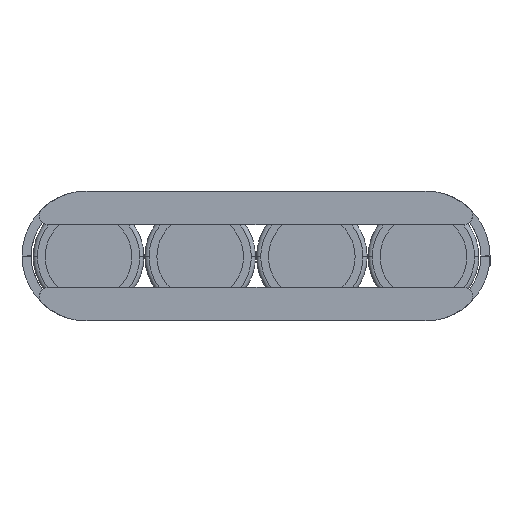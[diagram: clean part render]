
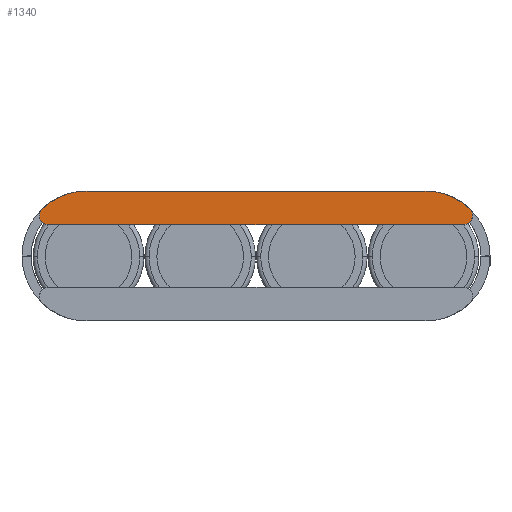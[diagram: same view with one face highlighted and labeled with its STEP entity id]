
A CAD part, front view. The second image highlights one B-rep face of the part: STEP entity #1340.
In plain terms, the highlighted face is planar.
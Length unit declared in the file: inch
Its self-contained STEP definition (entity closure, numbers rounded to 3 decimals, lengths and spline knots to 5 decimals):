
#9 = EDGE_CURVE ( 'NONE', #1515, #905, #5631, .T. ) ;
#33 = EDGE_CURVE ( 'NONE', #1476, #1004, #5603, .T. ) ;
#62 = EDGE_CURVE ( 'NONE', #905, #1476, #5560, .T. ) ;
#106 = EDGE_CURVE ( 'NONE', #1893, #1515, #5452, .T. ) ;
#110 = EDGE_CURVE ( 'NONE', #1014, #1387, #5450, .T. ) ;
#113 = EDGE_CURVE ( 'NONE', #1014, #1004, #5439, .T. ) ;
#362 = EDGE_CURVE ( 'NONE', #1387, #1893, #5095, .T. ) ;
#381 = AXIS2_PLACEMENT_3D ( 'NONE', #3768, #3767, #3766 ) ;
#387 = AXIS2_PLACEMENT_3D ( 'NONE', #3527, #3506, #3485 ) ;
#416 = AXIS2_PLACEMENT_3D ( 'NONE', #3183, #3184, #3182 ) ;
#420 = AXIS2_PLACEMENT_3D ( 'NONE', #3432, #3430, #3429 ) ;
#538 = AXIS2_PLACEMENT_3D ( 'NONE', #2707, #2705, #2704 ) ;
#646 = AXIS2_PLACEMENT_3D ( 'NONE', #4011, #4526, #4007 ) ;
#905 = VERTEX_POINT ( 'NONE', #2483 ) ;
#960 = EDGE_LOOP ( 'NONE', ( #1179, #1180, #1182, #1183, #1184, #1185, #1188 ) ) ;
#1004 = VERTEX_POINT ( 'NONE', #2379 ) ;
#1014 = VERTEX_POINT ( 'NONE', #2359 ) ;
#1179 = ORIENTED_EDGE ( 'NONE', *, *, #362, .F. ) ;
#1180 = ORIENTED_EDGE ( 'NONE', *, *, #110, .F. ) ;
#1182 = ORIENTED_EDGE ( 'NONE', *, *, #113, .T. ) ;
#1183 = ORIENTED_EDGE ( 'NONE', *, *, #33, .F. ) ;
#1184 = ORIENTED_EDGE ( 'NONE', *, *, #62, .F. ) ;
#1185 = ORIENTED_EDGE ( 'NONE', *, *, #9, .F. ) ;
#1188 = ORIENTED_EDGE ( 'NONE', *, *, #106, .F. ) ;
#1340 = ADVANCED_FACE ( 'NONE', ( #4900 ), #4013, .T. ) ;
#1387 = VERTEX_POINT ( 'NONE', #3988 ) ;
#1476 = VERTEX_POINT ( 'NONE', #3979 ) ;
#1515 = VERTEX_POINT ( 'NONE', #3978 ) ;
#1893 = VERTEX_POINT ( 'NONE', #3914 ) ;
#2359 = CARTESIAN_POINT ( 'NONE',  ( -2.451, 0.21, -2.61 ) ) ;
#2379 = CARTESIAN_POINT ( 'NONE',  ( -2.49226, 0.31356, -2.61 ) ) ;
#2483 = CARTESIAN_POINT ( 'NONE',  ( 0.01, 0.43, -2.61 ) ) ;
#2704 = DIRECTION ( 'NONE',  ( 1., 0., 0. ) ) ;
#2705 = DIRECTION ( 'NONE',  ( 0., 0., 1. ) ) ;
#2707 = CARTESIAN_POINT ( 'NONE',  ( 0.261, 0.27, -2.61 ) ) ;
#3167 = DIRECTION ( 'NONE',  ( 1., 0., 0. ) ) ;
#3180 = CARTESIAN_POINT ( 'NONE',  ( -1.095, 0.21, -2.61 ) ) ;
#3182 = DIRECTION ( 'NONE',  ( 1., 0., 0. ) ) ;
#3183 = CARTESIAN_POINT ( 'NONE',  ( 0.261, 0.27, -2.61 ) ) ;
#3184 = DIRECTION ( 'NONE',  ( 0., 0., 1. ) ) ;
#3268 = CARTESIAN_POINT ( 'NONE',  ( -1.095, 0.43, -2.61 ) ) ;
#3279 = DIRECTION ( 'NONE',  ( -1., 0., 0. ) ) ;
#3429 = DIRECTION ( 'NONE',  ( 1., 0., 0. ) ) ;
#3430 = DIRECTION ( 'NONE',  ( 0., 0., -1. ) ) ;
#3432 = CARTESIAN_POINT ( 'NONE',  ( -2.451, 0.27, -2.61 ) ) ;
#3485 = DIRECTION ( 'NONE',  ( 1., 0., 0. ) ) ;
#3506 = DIRECTION ( 'NONE',  ( 0., 0., 1. ) ) ;
#3527 = CARTESIAN_POINT ( 'NONE',  ( -2.2, 0.005, -2.61 ) ) ;
#3766 = DIRECTION ( 'NONE',  ( 1., 0., 0. ) ) ;
#3767 = DIRECTION ( 'NONE',  ( 0., 0., 1. ) ) ;
#3768 = CARTESIAN_POINT ( 'NONE',  ( 0.01, 0.005, -2.61 ) ) ;
#3914 = CARTESIAN_POINT ( 'NONE',  ( 0.321, 0.27, -2.61 ) ) ;
#3978 = CARTESIAN_POINT ( 'NONE',  ( 0.30226, 0.31356, -2.61 ) ) ;
#3979 = CARTESIAN_POINT ( 'NONE',  ( -2.2, 0.43, -2.61 ) ) ;
#3988 = CARTESIAN_POINT ( 'NONE',  ( 0.261, 0.21, -2.61 ) ) ;
#4007 = DIRECTION ( 'NONE',  ( 1., 0., 0. ) ) ;
#4011 = CARTESIAN_POINT ( 'NONE',  ( -1.095, -2.19104, -2.61 ) ) ;
#4013 = PLANE ( 'NONE',  #646 ) ;
#4526 = DIRECTION ( 'NONE',  ( 0., 0., -1. ) ) ;
#4900 = FACE_OUTER_BOUND ( 'NONE', #960, .T. ) ;
#5095 = CIRCLE ( 'NONE', #538, 0.06 ) ;
#5439 = CIRCLE ( 'NONE', #420, 0.06 ) ;
#5441 = VECTOR ( 'NONE', #3167, 39.37008 ) ;
#5450 = LINE ( 'NONE', #3180, #5441 ) ;
#5452 = CIRCLE ( 'NONE', #416, 0.06 ) ;
#5513 = VECTOR ( 'NONE', #3279, 39.37008 ) ;
#5560 = LINE ( 'NONE', #3268, #5513 ) ;
#5603 = CIRCLE ( 'NONE', #387, 0.425 ) ;
#5631 = CIRCLE ( 'NONE', #381, 0.425 ) ;
